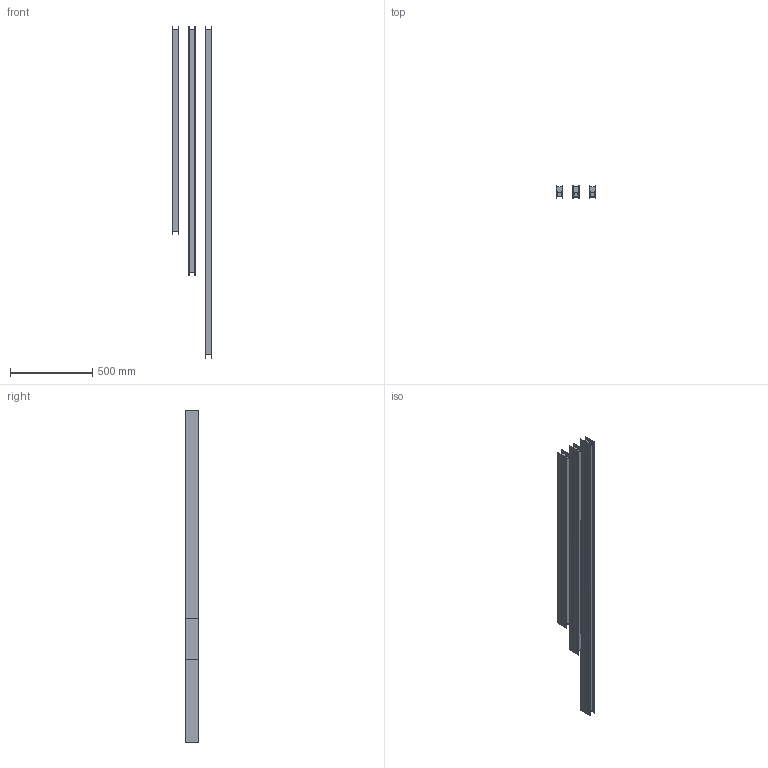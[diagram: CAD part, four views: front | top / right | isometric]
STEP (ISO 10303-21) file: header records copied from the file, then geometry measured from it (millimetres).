
FILE_DESCRIPTION (( 'STEP AP214' ), '1' );
FILE_NAME ('i-beam assembly.STEP', '2020-08-21T11:10:20', ( '' ), ( '' ), 'SwSTEP 2.0', 'SolidWorks 2018', '' );
FILE_SCHEMA (( 'AUTOMOTIVE_DESIGN' ));
Length unit declared in the file: millimetre
Products named in the file (4): i-beam_1500; i-beam_2000; i-beam assembly; i-beam_1250
Assembly tree (3 placements, depth 2):
  i-beam assembly
    i-beam_2000
    i-beam_1500
    i-beam_1250
Bounding box: 239 x 80 x 2020 mm (x, y, z)
Volume: 2841923.5 mm3; surface area: 3312707.7 mm2
Topology: 30 solids, 30 shells, 654 faces, 1752 edges, 1170 vertices
Faces by surface type: plane 414, cylinder 216, cone 18, bspline 6
Full cylindrical faces by diameter (mm): 2.1 x12
Entity records: 20609 total; most frequent: CARTESIAN_POINT 3588, DIRECTION 3474, ORIENTED_EDGE 3396, EDGE_CURVE 1698, VECTOR 1230, LINE 1230, VERTEX_POINT 1152, AXIS2_PLACEMENT_3D 1122
